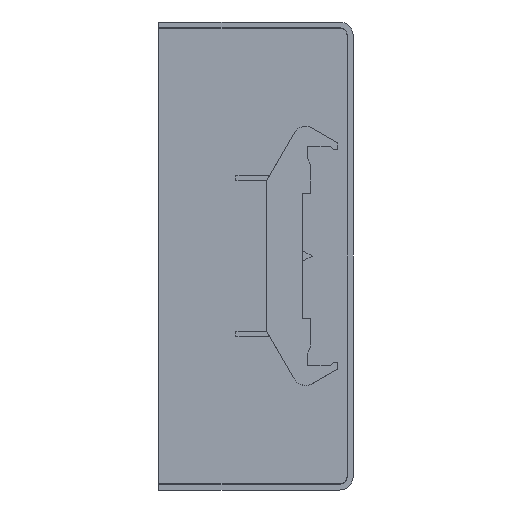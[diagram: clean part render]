
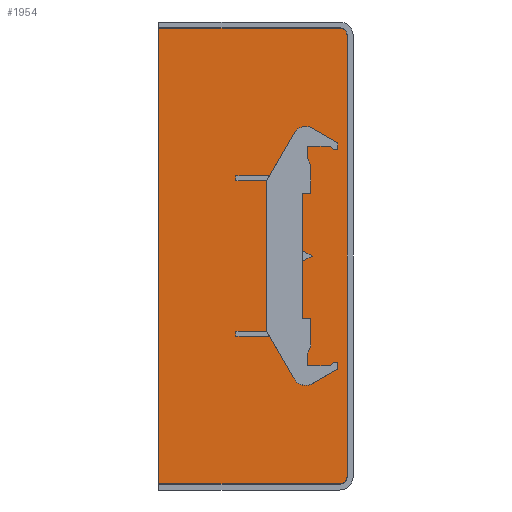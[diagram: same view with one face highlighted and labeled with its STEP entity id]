
A CAD part, top view. The second image highlights one B-rep face of the part: STEP entity #1954.
In plain terms, the highlighted planar face has unit normal (0, 0, 1).
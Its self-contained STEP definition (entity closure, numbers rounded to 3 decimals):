
#492 = AXIS2_PLACEMENT_3D ( 'NONE', #1837, #1836, #1170 ) ;
#667 = AXIS2_PLACEMENT_3D ( 'NONE', #2573, #2531, #2527 ) ;
#697 = VERTEX_POINT ( 'NONE', #2514 ) ;
#806 = EDGE_LOOP ( 'NONE', ( #950, #1115, #1279, #1418, #1540, #1734 ) ) ;
#950 = ORIENTED_EDGE ( 'NONE', *, *, #1925, .F. ) ;
#953 = CIRCLE ( 'NONE', #492, 2.878 ) ;
#997 = VERTEX_POINT ( 'NONE', #1997 ) ;
#1003 = VERTEX_POINT ( 'NONE', #1966 ) ;
#1037 = LINE ( 'NONE', #1391, #1198 ) ;
#1115 = ORIENTED_EDGE ( 'NONE', *, *, #2616, .F. ) ;
#1117 = CARTESIAN_POINT ( 'NONE',  ( 67.5, 85.178, 0. ) ) ;
#1118 = CIRCLE ( 'NONE', #667, 2.878 ) ;
#1170 = DIRECTION ( 'NONE',  ( -1., 0., 0. ) ) ;
#1183 = VECTOR ( 'NONE', #1758, 1000. ) ;
#1198 = VECTOR ( 'NONE', #1429, 1000. ) ;
#1213 = CARTESIAN_POINT ( 'NONE',  ( 70.378, -82.3, 0. ) ) ;
#1224 = LINE ( 'NONE', #1743, #1183 ) ;
#1259 = VERTEX_POINT ( 'NONE', #1438 ) ;
#1274 = VECTOR ( 'NONE', #1950, 1000. ) ;
#1279 = ORIENTED_EDGE ( 'NONE', *, *, #2561, .F. ) ;
#1380 = LINE ( 'NONE', #2016, #1274 ) ;
#1384 = AXIS2_PLACEMENT_3D ( 'NONE', #2278, #2065, #2010 ) ;
#1391 = CARTESIAN_POINT ( 'NONE',  ( 70.378, 82.3, 0. ) ) ;
#1418 = ORIENTED_EDGE ( 'NONE', *, *, #2540, .F. ) ;
#1429 = DIRECTION ( 'NONE',  ( 0., -1., 0. ) ) ;
#1438 = CARTESIAN_POINT ( 'NONE',  ( 0., 85.178, 0. ) ) ;
#1540 = ORIENTED_EDGE ( 'NONE', *, *, #2474, .F. ) ;
#1734 = ORIENTED_EDGE ( 'NONE', *, *, #2383, .F. ) ;
#1743 = CARTESIAN_POINT ( 'NONE',  ( 67.5, 85.178, 0. ) ) ;
#1758 = DIRECTION ( 'NONE',  ( 1., 0., 0. ) ) ;
#1836 = DIRECTION ( 'NONE',  ( 0., 0., -1. ) ) ;
#1837 = CARTESIAN_POINT ( 'NONE',  ( 67.5, -82.3, 0. ) ) ;
#1925 = EDGE_CURVE ( 'NONE', #997, #1003, #1977, .T. ) ;
#1950 = DIRECTION ( 'NONE',  ( 0., 1., 0. ) ) ;
#1954 = ADVANCED_FACE ( 'NONE', ( #1979 ), #2050, .F. ) ;
#1966 = CARTESIAN_POINT ( 'NONE',  ( 0., -85.178, 0. ) ) ;
#1977 = LINE ( 'NONE', #2325, #2002 ) ;
#1979 = FACE_OUTER_BOUND ( 'NONE', #806, .T. ) ;
#1997 = CARTESIAN_POINT ( 'NONE',  ( 67.5, -85.178, 0. ) ) ;
#2002 = VECTOR ( 'NONE', #2495, 1000. ) ;
#2010 = DIRECTION ( 'NONE',  ( -1., 0., 0. ) ) ;
#2016 = CARTESIAN_POINT ( 'NONE',  ( 0., 0., 0. ) ) ;
#2047 = VERTEX_POINT ( 'NONE', #1213 ) ;
#2050 = PLANE ( 'NONE',  #1384 ) ;
#2065 = DIRECTION ( 'NONE',  ( 0., 0., -1. ) ) ;
#2129 = VERTEX_POINT ( 'NONE', #1117 ) ;
#2278 = CARTESIAN_POINT ( 'NONE',  ( 67.5, 82.3, 0. ) ) ;
#2325 = CARTESIAN_POINT ( 'NONE',  ( 67.5, -85.178, 0. ) ) ;
#2383 = EDGE_CURVE ( 'NONE', #1003, #1259, #1380, .T. ) ;
#2474 = EDGE_CURVE ( 'NONE', #1259, #2129, #1224, .T. ) ;
#2495 = DIRECTION ( 'NONE',  ( -1., 0., 0. ) ) ;
#2514 = CARTESIAN_POINT ( 'NONE',  ( 70.378, 82.3, 0. ) ) ;
#2527 = DIRECTION ( 'NONE',  ( -1., 0., 0. ) ) ;
#2531 = DIRECTION ( 'NONE',  ( 0., 0., -1. ) ) ;
#2540 = EDGE_CURVE ( 'NONE', #2129, #697, #1118, .T. ) ;
#2561 = EDGE_CURVE ( 'NONE', #697, #2047, #1037, .T. ) ;
#2573 = CARTESIAN_POINT ( 'NONE',  ( 67.5, 82.3, 0. ) ) ;
#2616 = EDGE_CURVE ( 'NONE', #2047, #997, #953, .T. ) ;
